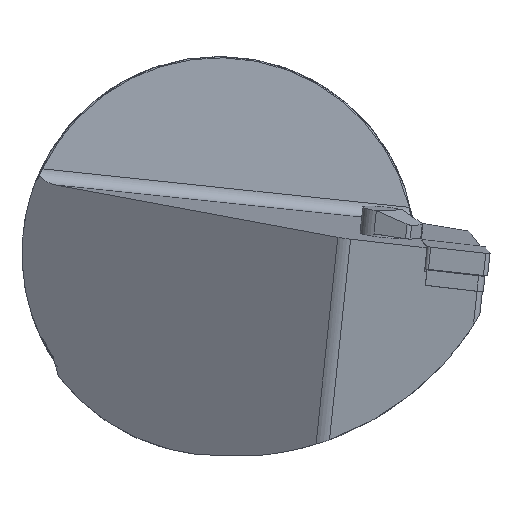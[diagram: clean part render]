
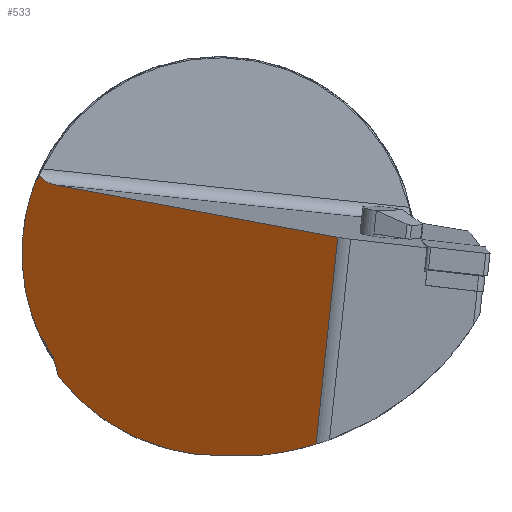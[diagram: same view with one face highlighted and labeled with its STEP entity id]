
A CAD part, left-side view. The second image highlights one B-rep face of the part: STEP entity #533.
In plain terms, the highlighted planar face has unit normal (-0.794, 0.607, -0.02).
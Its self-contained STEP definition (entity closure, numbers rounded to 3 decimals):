
#210=FACE_OUTER_BOUND('',#740,.T.);
#294=LINE('',#2402,#407);
#300=LINE('',#2420,#413);
#301=LINE('',#2445,#414);
#407=VECTOR('',#1834,1.);
#413=VECTOR('',#1846,1.);
#414=VECTOR('',#1861,1.);
#508=ELLIPSE('',#1662,73.024,58.);
#511=ELLIPSE('',#1671,4.985,3.);
#512=ELLIPSE('',#1672,50.047,39.75);
#513=ELLIPSE('',#1673,37.134,26.462);
#514=ELLIPSE('',#1674,50.361,40.);
#515=ELLIPSE('',#1675,37.134,26.462);
#516=ELLIPSE('',#1676,50.047,39.75);
#517=ELLIPSE('',#1677,51.62,41.);
#533=ADVANCED_FACE('',(#210),#620,.F.);
#620=PLANE('',#1678);
#672=B_SPLINE_CURVE_WITH_KNOTS('',3,(#2433,#2434,#2435,#2436),
 .UNSPECIFIED.,.F.,.F.,(4,4),(0.,1.),.UNSPECIFIED.);
#673=B_SPLINE_CURVE_WITH_KNOTS('',3,(#2438,#2439,#2440,#2441),
 .UNSPECIFIED.,.F.,.F.,(4,4),(0.,1.),.UNSPECIFIED.);
#740=EDGE_LOOP('',(#873,#874,#875,#876,#877,#878,#879,#880,#881,#882,#883,
#884,#885));
#873=ORIENTED_EDGE('',*,*,#1388,.T.);
#874=ORIENTED_EDGE('',*,*,#1416,.F.);
#875=ORIENTED_EDGE('',*,*,#1408,.F.);
#876=ORIENTED_EDGE('',*,*,#1417,.F.);
#877=ORIENTED_EDGE('',*,*,#1418,.F.);
#878=ORIENTED_EDGE('',*,*,#1419,.F.);
#879=ORIENTED_EDGE('',*,*,#1420,.F.);
#880=ORIENTED_EDGE('',*,*,#1421,.F.);
#881=ORIENTED_EDGE('',*,*,#1422,.F.);
#882=ORIENTED_EDGE('',*,*,#1423,.F.);
#883=ORIENTED_EDGE('',*,*,#1424,.F.);
#884=ORIENTED_EDGE('',*,*,#1425,.T.);
#885=ORIENTED_EDGE('',*,*,#1426,.T.);
#1249=VERTEX_POINT('',#2338);
#1250=VERTEX_POINT('',#2339);
#1267=VERTEX_POINT('',#2401);
#1268=VERTEX_POINT('',#2403);
#1273=VERTEX_POINT('',#2422);
#1274=VERTEX_POINT('',#2424);
#1275=VERTEX_POINT('',#2426);
#1276=VERTEX_POINT('',#2428);
#1277=VERTEX_POINT('',#2430);
#1278=VERTEX_POINT('',#2432);
#1279=VERTEX_POINT('',#2437);
#1280=VERTEX_POINT('',#2442);
#1281=VERTEX_POINT('',#2444);
#1388=EDGE_CURVE('',#1249,#1250,#508,.T.);
#1408=EDGE_CURVE('',#1267,#1268,#294,.T.);
#1416=EDGE_CURVE('',#1268,#1250,#300,.T.);
#1417=EDGE_CURVE('',#1273,#1267,#511,.T.);
#1418=EDGE_CURVE('',#1274,#1273,#512,.T.);
#1419=EDGE_CURVE('',#1275,#1274,#513,.T.);
#1420=EDGE_CURVE('',#1276,#1275,#514,.T.);
#1421=EDGE_CURVE('',#1277,#1276,#515,.T.);
#1422=EDGE_CURVE('',#1278,#1277,#516,.T.);
#1423=EDGE_CURVE('',#1279,#1278,#672,.T.);
#1424=EDGE_CURVE('',#1280,#1279,#673,.T.);
#1425=EDGE_CURVE('',#1280,#1281,#517,.T.);
#1426=EDGE_CURVE('',#1281,#1249,#301,.T.);
#1662=AXIS2_PLACEMENT_3D('',#2337,#1810,#1811);
#1671=AXIS2_PLACEMENT_3D('',#2421,#1847,#1848);
#1672=AXIS2_PLACEMENT_3D('',#2423,#1849,#1850);
#1673=AXIS2_PLACEMENT_3D('',#2425,#1851,#1852);
#1674=AXIS2_PLACEMENT_3D('',#2427,#1853,#1854);
#1675=AXIS2_PLACEMENT_3D('',#2429,#1855,#1856);
#1676=AXIS2_PLACEMENT_3D('',#2431,#1857,#1858);
#1677=AXIS2_PLACEMENT_3D('',#2443,#1859,#1860);
#1678=AXIS2_PLACEMENT_3D('',#2446,#1862,#1863);
#1810=DIRECTION('',(-0.794,0.607,-0.02));
#1811=DIRECTION('',(0.608,0.794,-0.026));
#1834=DIRECTION('',(-0.599,-0.788,-0.146));
#1846=DIRECTION('',(0.105,0.104,-0.989));
#1847=DIRECTION('',(-0.794,0.607,-0.02));
#1848=DIRECTION('',(0.599,0.788,0.146));
#1849=DIRECTION('',(0.794,-0.607,0.02));
#1850=DIRECTION('',(-0.608,-0.794,0.026));
#1851=DIRECTION('',(0.794,-0.607,0.02));
#1852=DIRECTION('',(0.608,0.794,-0.026));
#1853=DIRECTION('',(0.794,-0.607,0.02));
#1854=DIRECTION('',(-0.608,-0.794,0.026));
#1855=DIRECTION('',(0.794,-0.607,0.02));
#1856=DIRECTION('',(0.608,0.794,-0.026));
#1857=DIRECTION('',(0.794,-0.607,0.02));
#1858=DIRECTION('',(-0.608,-0.794,0.026));
#1859=DIRECTION('',(-0.794,0.607,-0.02));
#1860=DIRECTION('',(0.608,0.794,-0.026));
#1861=DIRECTION('',(-0.607,-0.794,0.));
#1862=DIRECTION('',(0.794,-0.607,0.02));
#1863=DIRECTION('',(0.607,0.794,0.));
#2337=CARTESIAN_POINT('',(19.702,-2.805,16.767));
#2338=CARTESIAN_POINT('',(17.194,-8.,-41.));
#2339=CARTESIAN_POINT('',(8.207,-19.679,-38.724));
#2401=CARTESIAN_POINT('',(47.314,33.216,13.92));
#2402=CARTESIAN_POINT('',(3.766,-24.095,3.294));
#2403=CARTESIAN_POINT('',(3.766,-24.095,3.294));
#2420=CARTESIAN_POINT('',(11.71,-16.195,-71.876));
#2421=CARTESIAN_POINT('',(47.,32.904,16.887));
#2422=CARTESIAN_POINT('',(49.704,36.41,15.95));
#2423=CARTESIAN_POINT('',(22.272,0.,0.));
#2424=CARTESIAN_POINT('',(50.,36.769,15.104));
#2425=CARTESIAN_POINT('',(32.236,13.019,-0.431));
#2426=CARTESIAN_POINT('',(50.433,37.312,14.416));
#2427=CARTESIAN_POINT('',(22.272,0.,0.));
#2428=CARTESIAN_POINT('',(50.433,36.276,-16.853));
#2429=CARTESIAN_POINT('',(32.236,13.019,-0.431));
#2430=CARTESIAN_POINT('',(50.,35.688,-17.505));
#2431=CARTESIAN_POINT('',(22.272,0.,0.));
#2432=CARTESIAN_POINT('',(49.,34.294,-20.099));
#2433=CARTESIAN_POINT('',(48.307,33.312,-22.414));
#2434=CARTESIAN_POINT('',(48.463,33.543,-21.586));
#2435=CARTESIAN_POINT('',(48.7,33.879,-20.807));
#2436=CARTESIAN_POINT('',(49.,34.294,-20.099));
#2437=CARTESIAN_POINT('',(48.307,33.312,-22.414));
#2438=CARTESIAN_POINT('',(47.816,32.588,-24.88));
#2439=CARTESIAN_POINT('',(47.987,32.838,-24.064));
#2440=CARTESIAN_POINT('',(48.151,33.08,-23.242));
#2441=CARTESIAN_POINT('',(48.307,33.312,-22.414));
#2442=CARTESIAN_POINT('',(47.816,32.588,-24.88));
#2443=CARTESIAN_POINT('',(22.272,0.,0.));
#2444=CARTESIAN_POINT('',(23.31,0.,-41.));
#2445=CARTESIAN_POINT('',(11.217,-15.817,-41.));
#2446=CARTESIAN_POINT('',(11.71,-16.195,-71.876));
